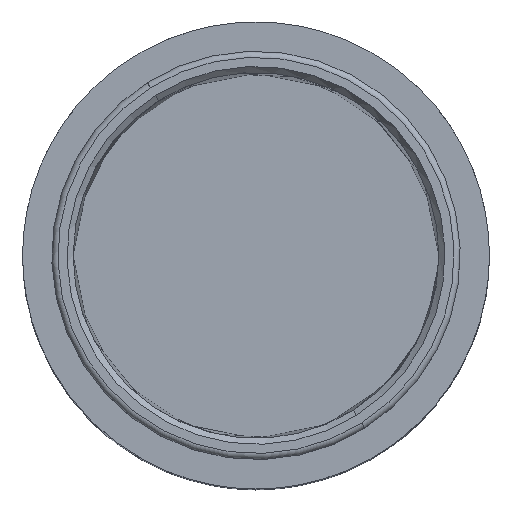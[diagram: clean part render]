
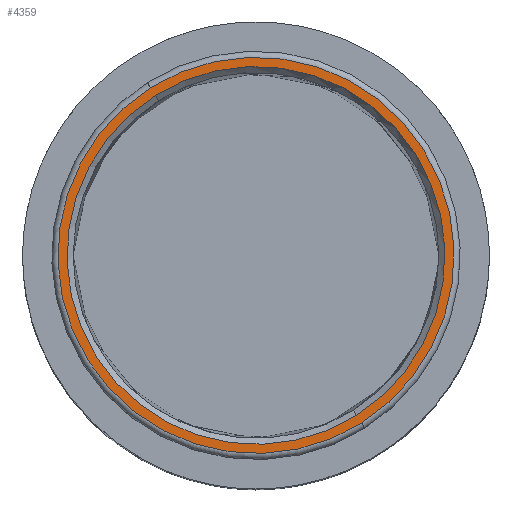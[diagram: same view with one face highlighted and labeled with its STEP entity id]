
A CAD part, top view. The second image highlights one B-rep face of the part: STEP entity #4359.
In plain terms, the highlighted planar face has unit normal (0, 0, 1).
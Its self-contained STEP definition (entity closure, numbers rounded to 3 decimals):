
#385 = DIRECTION ( 'NONE',  ( 0., 0., -1. ) ) ;
#2027 = CARTESIAN_POINT ( 'NONE',  ( -173.071, 275.085, 954. ) ) ;
#3063 = DIRECTION ( 'NONE',  ( 0., 0., -1. ) ) ;
#3548 = EDGE_CURVE ( 'NONE', #14223, #13787, #13424, .T. ) ;
#3660 = CARTESIAN_POINT ( 'NONE',  ( 0., 0., 954. ) ) ;
#3756 = DIRECTION ( 'NONE',  ( 0., 0., -1. ) ) ;
#4359 = ADVANCED_FACE ( 'NONE', ( #14763, #11039 ), #7697, .T. ) ;
#4474 = DIRECTION ( 'NONE',  ( 0., 0., -1. ) ) ;
#5672 = DIRECTION ( 'NONE',  ( -0.533, 0.846, 0. ) ) ;
#6445 = CARTESIAN_POINT ( 'NONE',  ( 0., 0., 954. ) ) ;
#6731 = ORIENTED_EDGE ( 'NONE', *, *, #11640, .F. ) ;
#6802 = CARTESIAN_POINT ( 'NONE',  ( 173.071, -275.085, 954. ) ) ;
#7266 = DIRECTION ( 'NONE',  ( -0.533, 0.846, 0. ) ) ;
#7526 = EDGE_LOOP ( 'NONE', ( #9401, #6731 ) ) ;
#7697 = PLANE ( 'NONE',  #13050 ) ;
#7760 = AXIS2_PLACEMENT_3D ( 'NONE', #3660, #385, #7266 ) ;
#7855 = AXIS2_PLACEMENT_3D ( 'NONE', #6445, #3063, #8245 ) ;
#8245 = DIRECTION ( 'NONE',  ( -0.533, 0.846, 0. ) ) ;
#8806 = EDGE_CURVE ( 'NONE', #17149, #20717, #17768, .T. ) ;
#9206 = AXIS2_PLACEMENT_3D ( 'NONE', #12399, #3756, #5672 ) ;
#9401 = ORIENTED_EDGE ( 'NONE', *, *, #3548, .F. ) ;
#10500 = CARTESIAN_POINT ( 'NONE',  ( 165.083, -262.388, 954. ) ) ;
#10709 = CARTESIAN_POINT ( 'NONE',  ( -165.083, 262.388, 954. ) ) ;
#11039 = FACE_OUTER_BOUND ( 'NONE', #7526, .T. ) ;
#11640 = EDGE_CURVE ( 'NONE', #13787, #14223, #18878, .T. ) ;
#12206 = EDGE_LOOP ( 'NONE', ( #17696, #22177 ) ) ;
#12399 = CARTESIAN_POINT ( 'NONE',  ( 0., 0., 954. ) ) ;
#13050 = AXIS2_PLACEMENT_3D ( 'NONE', #14309, #17674, #18003 ) ;
#13424 = CIRCLE ( 'NONE', #16651, 325. ) ;
#13787 = VERTEX_POINT ( 'NONE', #6802 ) ;
#14223 = VERTEX_POINT ( 'NONE', #2027 ) ;
#14309 = CARTESIAN_POINT ( 'NONE',  ( 0., 0., 954. ) ) ;
#14763 = FACE_BOUND ( 'NONE', #12206, .T. ) ;
#16249 = CARTESIAN_POINT ( 'NONE',  ( 0., 0., 954. ) ) ;
#16599 = DIRECTION ( 'NONE',  ( -0.533, 0.846, 0. ) ) ;
#16651 = AXIS2_PLACEMENT_3D ( 'NONE', #16249, #4474, #16599 ) ;
#17149 = VERTEX_POINT ( 'NONE', #10500 ) ;
#17513 = CIRCLE ( 'NONE', #7855, 310. ) ;
#17674 = DIRECTION ( 'NONE',  ( 0., 0., 1. ) ) ;
#17696 = ORIENTED_EDGE ( 'NONE', *, *, #8806, .T. ) ;
#17768 = CIRCLE ( 'NONE', #7760, 310. ) ;
#18003 = DIRECTION ( 'NONE',  ( 1., 0., 0. ) ) ;
#18878 = CIRCLE ( 'NONE', #9206, 325. ) ;
#19214 = EDGE_CURVE ( 'NONE', #20717, #17149, #17513, .T. ) ;
#20717 = VERTEX_POINT ( 'NONE', #10709 ) ;
#22177 = ORIENTED_EDGE ( 'NONE', *, *, #19214, .T. ) ;
